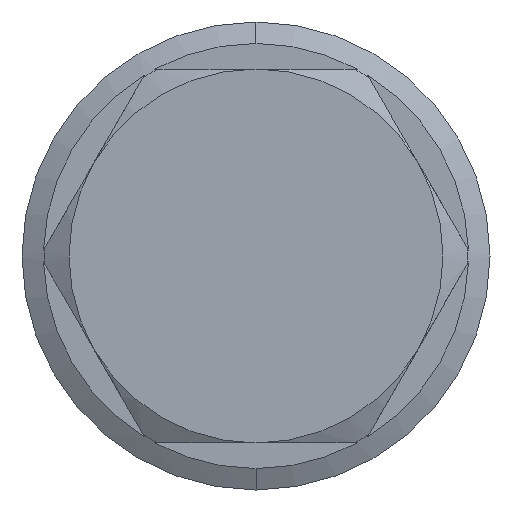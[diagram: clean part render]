
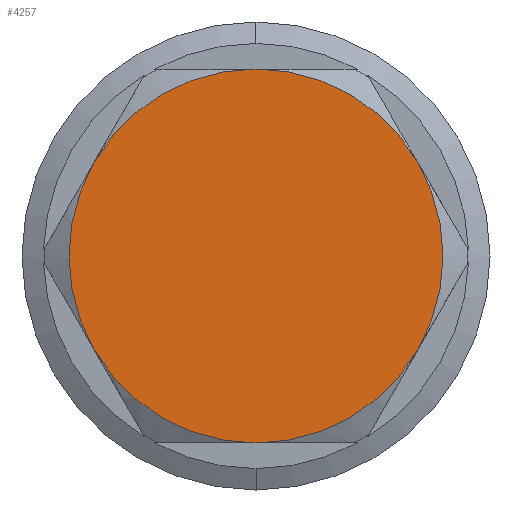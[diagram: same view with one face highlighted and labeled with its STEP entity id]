
A CAD part, left-side view. The second image highlights one B-rep face of the part: STEP entity #4257.
In plain terms, the highlighted planar face has unit normal (-1, 0, 0).
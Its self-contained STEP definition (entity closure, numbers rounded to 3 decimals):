
#615 = EDGE_CURVE ( 'NONE', #4075, #8031, #5689, .T. ) ;
#631 = EDGE_CURVE ( 'NONE', #8031, #8036, #5709, .T. ) ;
#664 = EDGE_CURVE ( 'NONE', #8023, #4306, #5745, .T. ) ;
#666 = EDGE_CURVE ( 'NONE', #7991, #8023, #5739, .T. ) ;
#695 = EDGE_CURVE ( 'NONE', #4306, #4075, #5774, .T. ) ;
#736 = EDGE_CURVE ( 'NONE', #8036, #7991, #5819, .T. ) ;
#1523 = DIRECTION ( 'NONE',  ( 0., 0., 1. ) ) ;
#1572 = DIRECTION ( 'NONE',  ( -1., 0., 0. ) ) ;
#2322 = ORIENTED_EDGE ( 'NONE', *, *, #666, .T. ) ;
#2390 = ORIENTED_EDGE ( 'NONE', *, *, #615, .T. ) ;
#2413 = EDGE_LOOP ( 'NONE', ( #2514, #2390, #2503, #2434, #2322, #2437 ) ) ;
#2434 = ORIENTED_EDGE ( 'NONE', *, *, #736, .T. ) ;
#2437 = ORIENTED_EDGE ( 'NONE', *, *, #664, .T. ) ;
#2503 = ORIENTED_EDGE ( 'NONE', *, *, #631, .T. ) ;
#2514 = ORIENTED_EDGE ( 'NONE', *, *, #695, .T. ) ;
#3038 = CARTESIAN_POINT ( 'NONE',  ( 0., 0., 0. ) ) ;
#3199 = DIRECTION ( 'NONE',  ( -1., 0., 0. ) ) ;
#3286 = DIRECTION ( 'NONE',  ( 0., 0., 1. ) ) ;
#3307 = DIRECTION ( 'NONE',  ( 0., 0., 1. ) ) ;
#3396 = CARTESIAN_POINT ( 'NONE',  ( 0., 0., 0. ) ) ;
#3410 = DIRECTION ( 'NONE',  ( -1., 0., 0. ) ) ;
#3680 = CARTESIAN_POINT ( 'NONE',  ( 0., 0., 0. ) ) ;
#3913 = DIRECTION ( 'NONE',  ( 0., 0., 1. ) ) ;
#3965 = CARTESIAN_POINT ( 'NONE',  ( 0., 0., 0. ) ) ;
#3967 = DIRECTION ( 'NONE',  ( 0., 0., 1. ) ) ;
#3980 = CARTESIAN_POINT ( 'NONE',  ( 0., 0., 0. ) ) ;
#4025 = DIRECTION ( 'NONE',  ( 0., 0., 1. ) ) ;
#4032 = DIRECTION ( 'NONE',  ( -1., 0., 0. ) ) ;
#4042 = CARTESIAN_POINT ( 'NONE',  ( 0., 0., 0. ) ) ;
#4055 = DIRECTION ( 'NONE',  ( -1., 0., 0. ) ) ;
#4065 = DIRECTION ( 'NONE',  ( -1., 0., 0. ) ) ;
#4075 = VERTEX_POINT ( 'NONE', #9190 ) ;
#4257 = ADVANCED_FACE ( 'NONE', ( #6520 ), #9946, .F. ) ;
#4306 = VERTEX_POINT ( 'NONE', #10108 ) ;
#5068 = AXIS2_PLACEMENT_3D ( 'NONE', #3396, #3199, #3286 ) ;
#5078 = AXIS2_PLACEMENT_3D ( 'NONE', #3038, #3410, #3307 ) ;
#5092 = AXIS2_PLACEMENT_3D ( 'NONE', #3965, #4032, #3967 ) ;
#5093 = AXIS2_PLACEMENT_3D ( 'NONE', #3980, #4055, #3913 ) ;
#5104 = AXIS2_PLACEMENT_3D ( 'NONE', #4042, #4065, #4025 ) ;
#5114 = AXIS2_PLACEMENT_3D ( 'NONE', #3680, #1572, #1523 ) ;
#5689 = CIRCLE ( 'NONE', #5068, 15.85 ) ;
#5709 = CIRCLE ( 'NONE', #5078, 15.85 ) ;
#5739 = CIRCLE ( 'NONE', #5093, 15.85 ) ;
#5745 = CIRCLE ( 'NONE', #5092, 15.85 ) ;
#5774 = CIRCLE ( 'NONE', #5104, 15.85 ) ;
#5819 = CIRCLE ( 'NONE', #5114, 15.85 ) ;
#6520 = FACE_OUTER_BOUND ( 'NONE', #2413, .T. ) ;
#7991 = VERTEX_POINT ( 'NONE', #10841 ) ;
#8023 = VERTEX_POINT ( 'NONE', #10897 ) ;
#8031 = VERTEX_POINT ( 'NONE', #10905 ) ;
#8036 = VERTEX_POINT ( 'NONE', #10910 ) ;
#9190 = CARTESIAN_POINT ( 'NONE',  ( 0., 13.727, 7.925 ) ) ;
#9708 = AXIS2_PLACEMENT_3D ( 'NONE', #9945, #9950, #9951 ) ;
#9945 = CARTESIAN_POINT ( 'NONE',  ( 0., 0., 0. ) ) ;
#9946 = PLANE ( 'NONE',  #9708 ) ;
#9950 = DIRECTION ( 'NONE',  ( 1., 0., 0. ) ) ;
#9951 = DIRECTION ( 'NONE',  ( 0., 0., -1. ) ) ;
#10108 = CARTESIAN_POINT ( 'NONE',  ( 0., 0., 15.85 ) ) ;
#10841 = CARTESIAN_POINT ( 'NONE',  ( 0., -13.727, -7.925 ) ) ;
#10897 = CARTESIAN_POINT ( 'NONE',  ( 0., -13.727, 7.925 ) ) ;
#10905 = CARTESIAN_POINT ( 'NONE',  ( 0., 13.727, -7.925 ) ) ;
#10910 = CARTESIAN_POINT ( 'NONE',  ( 0., 0., -15.85 ) ) ;
